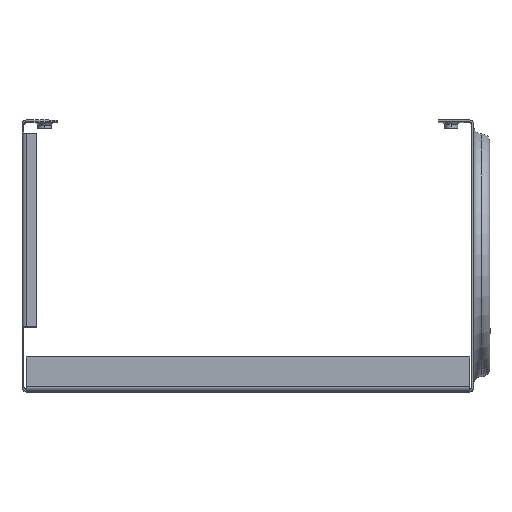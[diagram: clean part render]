
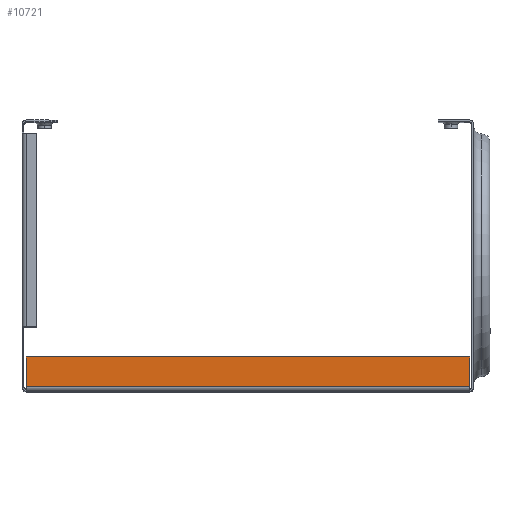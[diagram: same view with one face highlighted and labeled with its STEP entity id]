
A CAD part, top view. The second image highlights one B-rep face of the part: STEP entity #10721.
In plain terms, the highlighted planar face has unit normal (0, 0, 1).
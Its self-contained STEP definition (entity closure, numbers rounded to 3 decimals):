
#58 = CARTESIAN_POINT ( 'NONE',  ( 94.337, 0., 1.337 ) ) ;
#555 = VECTOR ( 'NONE', #6928, 1000. ) ;
#873 = VERTEX_POINT ( 'NONE', #12546 ) ;
#1043 = DIRECTION ( 'NONE',  ( 0., 0., 1. ) ) ;
#1108 = FACE_OUTER_BOUND ( 'NONE', #11401, .T. ) ;
#2427 = VECTOR ( 'NONE', #13633, 1000. ) ;
#4090 = CARTESIAN_POINT ( 'NONE',  ( 0., 0., 1.337 ) ) ;
#5132 = DIRECTION ( 'NONE',  ( 0., 1., 0. ) ) ;
#5311 = CARTESIAN_POINT ( 'NONE',  ( 231.663, 0., 1.337 ) ) ;
#6391 = LINE ( 'NONE', #58, #2427 ) ;
#6928 = DIRECTION ( 'NONE',  ( 1., 0., 0. ) ) ;
#7021 = EDGE_CURVE ( 'NONE', #10477, #873, #6391, .T. ) ;
#7280 = VECTOR ( 'NONE', #5132, 1000. ) ;
#7323 = CARTESIAN_POINT ( 'NONE',  ( 231.663, 10.6, 1.337 ) ) ;
#7584 = EDGE_CURVE ( 'NONE', #17458, #10477, #7754, .T. ) ;
#7743 = LINE ( 'NONE', #5311, #7280 ) ;
#7754 = LINE ( 'NONE', #17543, #17806 ) ;
#7888 = CARTESIAN_POINT ( 'NONE',  ( 94.337, 10.6, 1.337 ) ) ;
#8123 = EDGE_CURVE ( 'NONE', #8375, #17458, #7743, .T. ) ;
#8375 = VERTEX_POINT ( 'NONE', #12154 ) ;
#9149 = ORIENTED_EDGE ( 'NONE', *, *, #8123, .T. ) ;
#9849 = DIRECTION ( 'NONE',  ( -1., 0., 0. ) ) ;
#10047 = PLANE ( 'NONE',  #15630 ) ;
#10477 = VERTEX_POINT ( 'NONE', #7888 ) ;
#10721 = ADVANCED_FACE ( 'NONE', ( #1108 ), #10047, .T. ) ;
#11401 = EDGE_LOOP ( 'NONE', ( #11814, #12300, #9149, #14870 ) ) ;
#11814 = ORIENTED_EDGE ( 'NONE', *, *, #7021, .T. ) ;
#12154 = CARTESIAN_POINT ( 'NONE',  ( 231.663, 1.337, 1.337 ) ) ;
#12300 = ORIENTED_EDGE ( 'NONE', *, *, #17355, .T. ) ;
#12546 = CARTESIAN_POINT ( 'NONE',  ( 94.337, 1.337, 1.337 ) ) ;
#12841 = CARTESIAN_POINT ( 'NONE',  ( 0., 1.337, 1.337 ) ) ;
#13633 = DIRECTION ( 'NONE',  ( 0., -1., 0. ) ) ;
#14870 = ORIENTED_EDGE ( 'NONE', *, *, #7584, .T. ) ;
#15630 = AXIS2_PLACEMENT_3D ( 'NONE', #4090, #1043, #16160 ) ;
#16160 = DIRECTION ( 'NONE',  ( -1., 0., 0. ) ) ;
#17355 = EDGE_CURVE ( 'NONE', #873, #8375, #18287, .T. ) ;
#17458 = VERTEX_POINT ( 'NONE', #7323 ) ;
#17543 = CARTESIAN_POINT ( 'NONE',  ( 0., 10.6, 1.337 ) ) ;
#17806 = VECTOR ( 'NONE', #9849, 1000. ) ;
#18287 = LINE ( 'NONE', #12841, #555 ) ;
